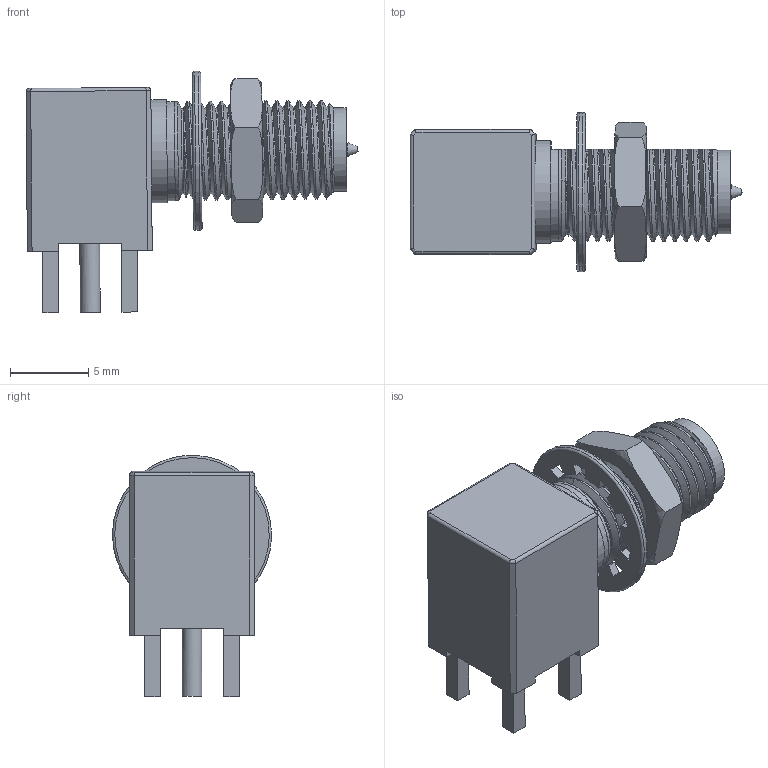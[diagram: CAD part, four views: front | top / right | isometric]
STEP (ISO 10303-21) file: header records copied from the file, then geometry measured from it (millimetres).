
FILE_DESCRIPTION(/* description */ ('Unknown'),/* implementation_level */ '2;1');
FILE_NAME(/* name */ '63011042124502',/* time_stamp */ '2024-12-12T11:35:47+01:00',/* author */ ('Unknown'),/* organization */ ('Unknown'),/* preprocessor_version */ 'ST-DEVELOPER v19.4',/* originating_system */ 'Solid Edge',/* authorisation */ 'Unknown');
FILE_SCHEMA (('AUTOMOTIVE_DESIGN {1 0 10303 214 3 1 1}'));
Length unit declared in the file: millimetre
Products named in the file (1): 63011042124502
Bounding box: 21.27 x 10.2 x 15.47 mm (x, y, z)
Volume: 973.1 mm3; surface area: 1320.1 mm2
Topology: 2 solids, 4 shells, 182 faces, 525 edges, 344 vertices
Faces by surface type: plane 89, cylinder 59, torus 16, cone 9, bspline 9
Full cylindrical faces by diameter (mm): 0.92 x1, 1.27 x4, 3 x1, 3.5 x1, 4.95 x1, 5.35 x1, 5.6 x1, 6.6 x1, 10.2 x1
Entity records: 14038 total; most frequent: CARTESIAN_POINT 8694, ORIENTED_EDGE 974, DIRECTION 804, EDGE_CURVE 487, VERTEX_POINT 330, AXIS2_PLACEMENT_3D 283, LINE 238, VECTOR 238
